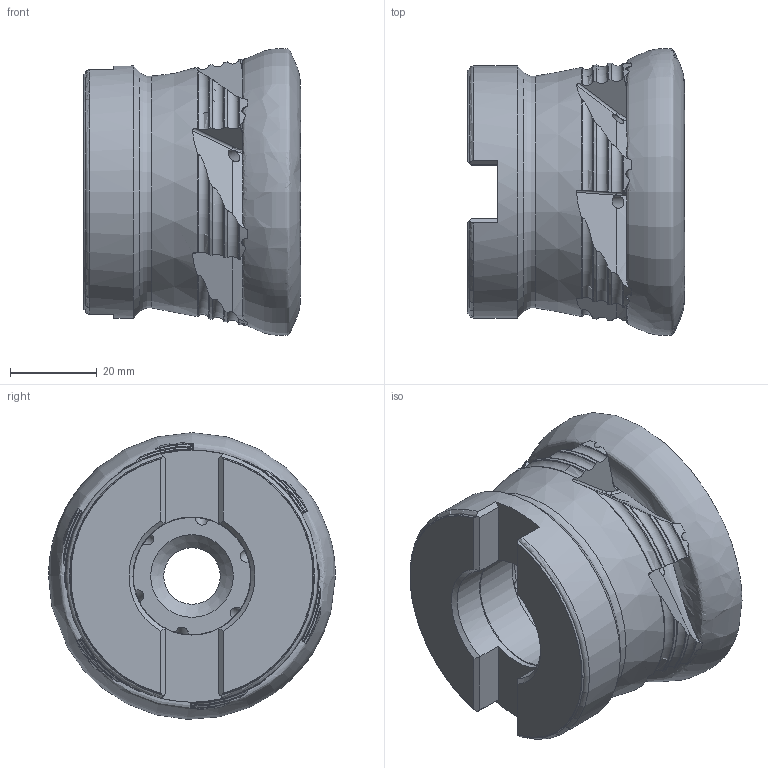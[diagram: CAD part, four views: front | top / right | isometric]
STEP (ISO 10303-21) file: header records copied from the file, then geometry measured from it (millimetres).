
FILE_DESCRIPTION (( 'STEP AP214' ), '1' );
FILE_NAME ('00PP-066-12-6.STEP', '2013-10-15T07:29:12', ( '' ), ( '' ), 'SwSTEP 2.0', 'SolidWorks 2013', '' );
FILE_SCHEMA (( 'AUTOMOTIVE_DESIGN' ));
Length unit declared in the file: millimetre
Products named in the file (1): 00PP-066-12-6
Bounding box: 49.92 x 65.96 x 65.94 mm (x, y, z)
Volume: 105961.7 mm3; surface area: 21099.3 mm2
Topology: 1 solids, 7 shells, 339 faces, 973 edges, 637 vertices
Faces by surface type: plane 115, cylinder 65, torus 65, cone 63, bspline 31
Full cylindrical faces by diameter (mm): 3 x6, 13 x1, 18.5 x1, 27 x1, 27.15 x1, 58 x1
Entity records: 16487 total; most frequent: CARTESIAN_POINT 8664, ORIENTED_EDGE 1886, DIRECTION 1268, EDGE_CURVE 943, VERTEX_POINT 625, AXIS2_PLACEMENT_3D 528, B_SPLINE_CURVE_WITH_KNOTS 436, EDGE_LOOP 360
